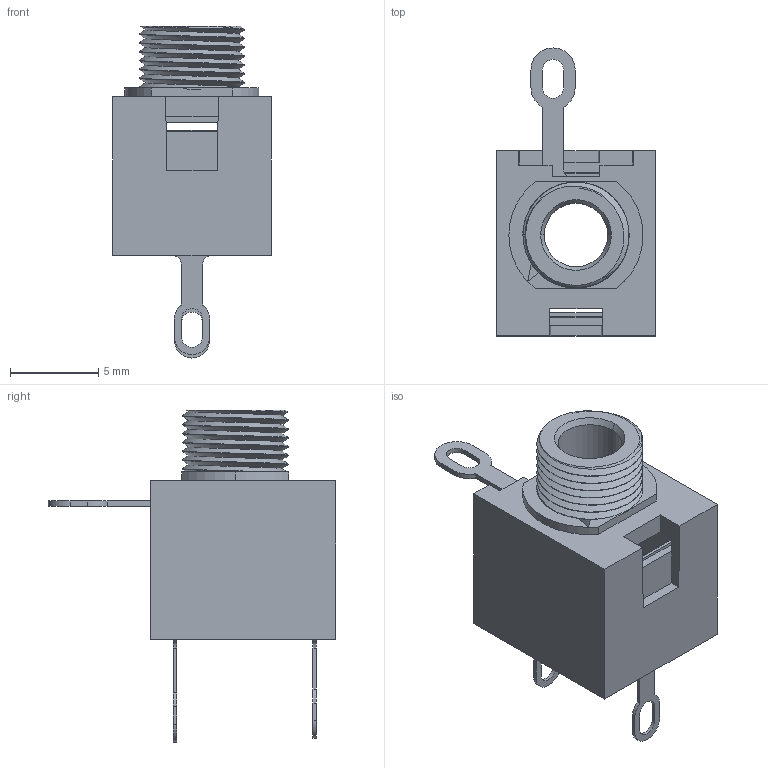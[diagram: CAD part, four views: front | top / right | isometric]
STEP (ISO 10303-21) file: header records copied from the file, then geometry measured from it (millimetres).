
FILE_DESCRIPTION (( 'STEP AP203' ), '1' );
FILE_NAME ('STPX-3501-3C-1_rA0.STEP', '2018-09-05T16:53:48', ( '' ), ( '' ), 'SwSTEP 2.0', 'SolidWorks 2018', '' );
FILE_SCHEMA (( 'CONFIG_CONTROL_DESIGN' ));
Length unit declared in the file: millimetre
Products named in the file (1): STPX-3501-3C-1_rA0
Bounding box: 9 x 16.3 x 18.8 mm (x, y, z)
Volume: 418.8 mm3; surface area: 1248.4 mm2
Topology: 3 solids, 3 shells, 125 faces, 353 edges, 233 vertices
Faces by surface type: plane 77, cylinder 41, cone 4, bspline 3
Entity records: 4960 total; most frequent: CARTESIAN_POINT 1684, ORIENTED_EDGE 706, DIRECTION 620, EDGE_CURVE 353, LINE 256, VECTOR 256, VERTEX_POINT 233, AXIS2_PLACEMENT_3D 182
